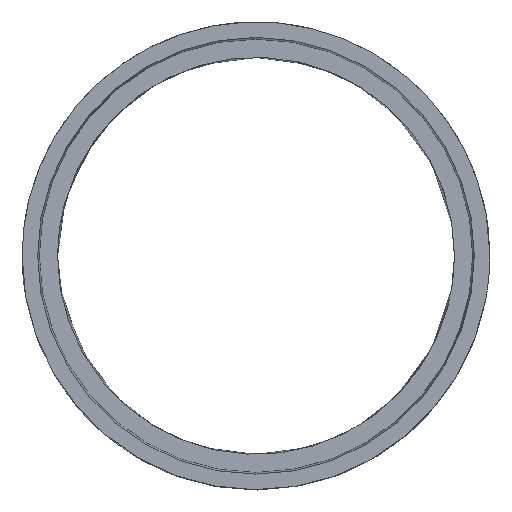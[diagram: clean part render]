
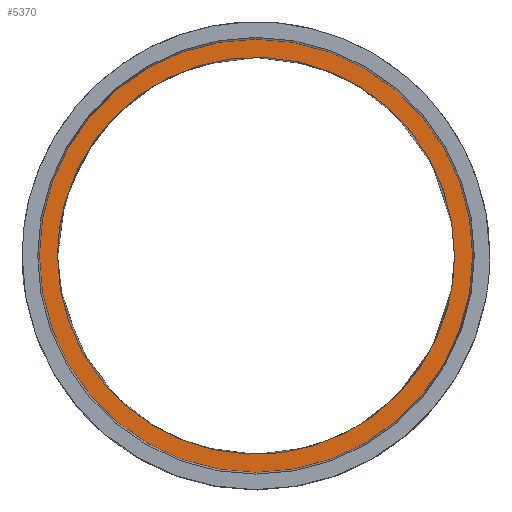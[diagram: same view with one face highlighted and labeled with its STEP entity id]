
A CAD part, top view. The second image highlights one B-rep face of the part: STEP entity #5370.
In plain terms, the highlighted planar face has unit normal (0, 0, 1).
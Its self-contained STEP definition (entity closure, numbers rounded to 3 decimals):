
#143 = EDGE_LOOP ( 'NONE', ( #4396, #1622 ) ) ;
#236 = CARTESIAN_POINT ( 'NONE',  ( 598.272, -47.534, 500. ) ) ;
#434 = AXIS2_PLACEMENT_3D ( 'NONE', #16110, #16217, #7984 ) ;
#478 = CARTESIAN_POINT ( 'NONE',  ( 595.933, 71.083, 500. ) ) ;
#587 = CARTESIAN_POINT ( 'NONE',  ( -311.745, 536.783, 500. ) ) ;
#900 = DIRECTION ( 'NONE',  ( 0., 0., 1. ) ) ;
#1281 = EDGE_CURVE ( 'NONE', #20253, #7076, #5229, .T. ) ;
#1622 = ORIENTED_EDGE ( 'NONE', *, *, #1281, .F. ) ;
#1879 = CARTESIAN_POINT ( 'NONE',  ( 576.395, 211.339, 500. ) ) ;
#2128 = EDGE_LOOP ( 'NONE', ( #9752, #10231 ) ) ;
#2909 = PLANE ( 'NONE',  #434 ) ;
#3139 = CARTESIAN_POINT ( 'NONE',  ( 599.684, -23.836, 500. ) ) ;
#3311 = DIRECTION ( 'NONE',  ( 0., 0., 1. ) ) ;
#3465 = CARTESIAN_POINT ( 'NONE',  ( 159.125, -600., 500. ) ) ;
#3527 = CARTESIAN_POINT ( 'NONE',  ( 0., 0., 500. ) ) ;
#3821 = CARTESIAN_POINT ( 'NONE',  ( -536.783, 311.745, 500. ) ) ;
#4236 = CARTESIAN_POINT ( 'NONE',  ( 0., 0., 500. ) ) ;
#4396 = ORIENTED_EDGE ( 'NONE', *, *, #6689, .F. ) ;
#4753 = B_SPLINE_CURVE_WITH_KNOTS ( 'NONE', 3,
 ( #10524, #5439, #13340, #16701, #478, #1879, #20159, #17134, #7057, #5221, #587, #3821, #10200, #8579 ),
 .UNSPECIFIED., .F., .F.,
 ( 4, 1, 1, 1, 1, 2, 2, 2, 4 ),
 ( 0., 0.023, 0.047, 0.07, 0.094, 0.469, 0.938, 1.407, 1.876 ),
 .UNSPECIFIED. ) ;
#4855 = VERTEX_POINT ( 'NONE', #10975 ) ;
#5190 = CARTESIAN_POINT ( 'NONE',  ( 600., 0., 500. ) ) ;
#5221 = CARTESIAN_POINT ( 'NONE',  ( -159.125, 600., 500. ) ) ;
#5229 = B_SPLINE_CURVE_WITH_KNOTS ( 'NONE', 3,
 ( #17964, #6600, #9957, #21314, #13412, #3465, #6489, #8107, #8440, #6810, #236, #3139, #20015, #5190 ),
 .UNSPECIFIED., .F., .F.,
 ( 4, 2, 2, 2, 1, 1, 1, 1, 4 ),
 ( 1.876, 2.345, 2.814, 3.282, 3.658, 3.681, 3.704, 3.728, 3.751 ),
 .UNSPECIFIED. ) ;
#5370 = ADVANCED_FACE ( 'NONE', ( #17734, #9613 ), #2909, .F. ) ;
#5439 = CARTESIAN_POINT ( 'NONE',  ( 600., 7.956, 500. ) ) ;
#6489 = CARTESIAN_POINT ( 'NONE',  ( 311.745, -536.783, 500. ) ) ;
#6600 = CARTESIAN_POINT ( 'NONE',  ( -600., -159.125, 500. ) ) ;
#6689 = EDGE_CURVE ( 'NONE', #7076, #20253, #4753, .T. ) ;
#6810 = CARTESIAN_POINT ( 'NONE',  ( 595.933, -71.083, 500. ) ) ;
#7057 = CARTESIAN_POINT ( 'NONE',  ( 159.125, 600., 500. ) ) ;
#7076 = VERTEX_POINT ( 'NONE', #12267 ) ;
#7474 = DIRECTION ( 'NONE',  ( 1., 0., 0. ) ) ;
#7792 = CARTESIAN_POINT ( 'NONE',  ( -600., 0., 500. ) ) ;
#7984 = DIRECTION ( 'NONE',  ( -1., 0., 0. ) ) ;
#8107 = CARTESIAN_POINT ( 'NONE',  ( 514.279, -334.249, 500. ) ) ;
#8440 = CARTESIAN_POINT ( 'NONE',  ( 576.395, -211.339, 500. ) ) ;
#8579 = CARTESIAN_POINT ( 'NONE',  ( -600., 0., 500. ) ) ;
#8658 = EDGE_CURVE ( 'NONE', #9562, #4855, #11817, .T. ) ;
#9562 = VERTEX_POINT ( 'NONE', #12463 ) ;
#9576 = EDGE_CURVE ( 'NONE', #4855, #9562, #14576, .T. ) ;
#9613 = FACE_BOUND ( 'NONE', #143, .T. ) ;
#9752 = ORIENTED_EDGE ( 'NONE', *, *, #9576, .T. ) ;
#9957 = CARTESIAN_POINT ( 'NONE',  ( -536.783, -311.745, 500. ) ) ;
#10200 = CARTESIAN_POINT ( 'NONE',  ( -600., 159.125, 500. ) ) ;
#10231 = ORIENTED_EDGE ( 'NONE', *, *, #8658, .T. ) ;
#10524 = CARTESIAN_POINT ( 'NONE',  ( 600., 0., 500. ) ) ;
#10975 = CARTESIAN_POINT ( 'NONE',  ( 655., 0., 500. ) ) ;
#11121 = AXIS2_PLACEMENT_3D ( 'NONE', #3527, #3311, #16731 ) ;
#11817 = CIRCLE ( 'NONE', #11121, 655. ) ;
#12267 = CARTESIAN_POINT ( 'NONE',  ( 600., 0., 500. ) ) ;
#12463 = CARTESIAN_POINT ( 'NONE',  ( -655., 0., 500. ) ) ;
#12520 = AXIS2_PLACEMENT_3D ( 'NONE', #4236, #900, #7474 ) ;
#13340 = CARTESIAN_POINT ( 'NONE',  ( 599.684, 23.836, 500. ) ) ;
#13412 = CARTESIAN_POINT ( 'NONE',  ( -159.125, -600., 500. ) ) ;
#14576 = CIRCLE ( 'NONE', #12520, 655. ) ;
#16110 = CARTESIAN_POINT ( 'NONE',  ( 600., 0., 500. ) ) ;
#16217 = DIRECTION ( 'NONE',  ( 0., 0., -1. ) ) ;
#16701 = CARTESIAN_POINT ( 'NONE',  ( 598.272, 47.534, 500. ) ) ;
#16731 = DIRECTION ( 'NONE',  ( 1., 0., 0. ) ) ;
#17134 = CARTESIAN_POINT ( 'NONE',  ( 311.745, 536.783, 500. ) ) ;
#17734 = FACE_OUTER_BOUND ( 'NONE', #2128, .T. ) ;
#17964 = CARTESIAN_POINT ( 'NONE',  ( -600., 0., 500. ) ) ;
#20015 = CARTESIAN_POINT ( 'NONE',  ( 600., -7.956, 500. ) ) ;
#20159 = CARTESIAN_POINT ( 'NONE',  ( 514.279, 334.249, 500. ) ) ;
#20253 = VERTEX_POINT ( 'NONE', #7792 ) ;
#21314 = CARTESIAN_POINT ( 'NONE',  ( -311.745, -536.783, 500. ) ) ;
